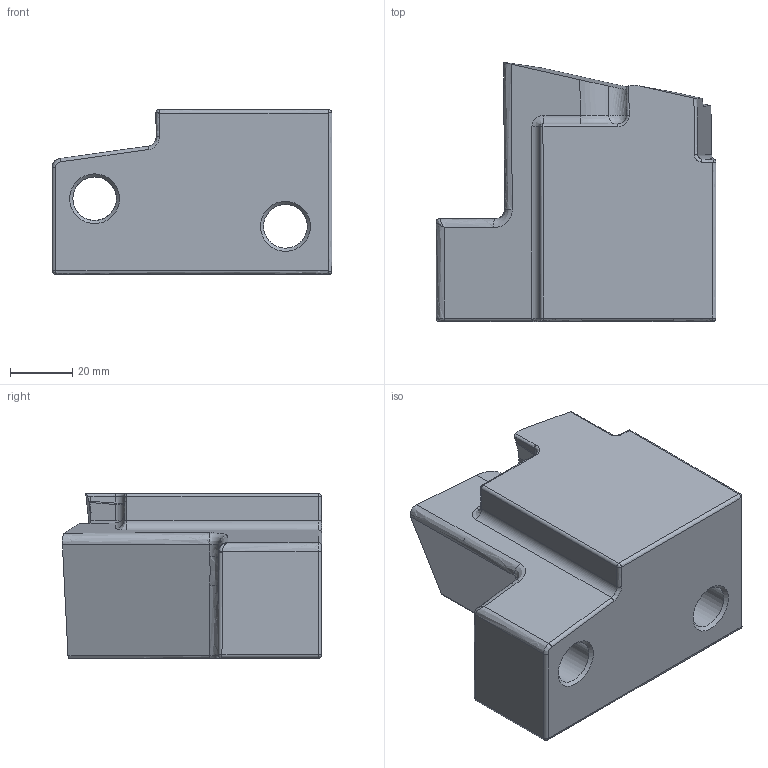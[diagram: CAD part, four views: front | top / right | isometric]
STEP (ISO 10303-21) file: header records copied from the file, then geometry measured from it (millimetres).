
FILE_DESCRIPTION(('STEP AP214'),'1');
FILE_NAME('Export.stp','2018-03-15T22:06:14',(' '),(' '),'Spatial InterOp 3D',' ',' ');
FILE_SCHEMA(('automotive_design'));
Length unit declared in the file: inch
Products named in the file (1): DeleteFace1
Bounding box: 89.91 x 83.41 x 52.96 mm (x, y, z)
Volume: 251228 mm3; surface area: 31634.2 mm2
Topology: 1 solids, 1 shells, 94 faces, 230 edges, 133 vertices
Faces by surface type: bspline 94
Entity records: 5105 total; most frequent: CARTESIAN_POINT 3286, ORIENTED_EDGE 432, DIRECTION 295, EDGE_CURVE 216, VERTEX_POINT 131, EDGE_LOOP 105, AXIS2_PLACEMENT_3D 104, FACE_OUTER_BOUND 100
